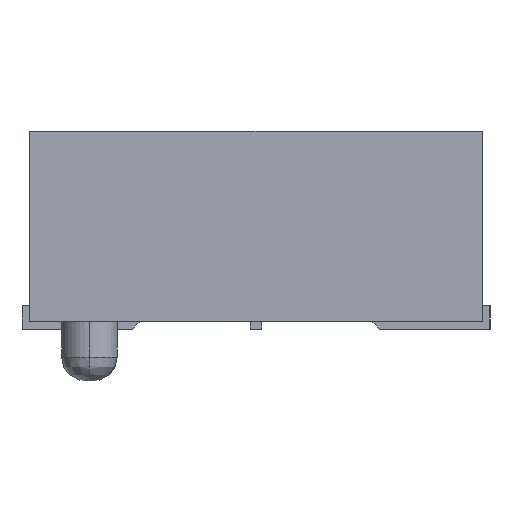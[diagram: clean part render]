
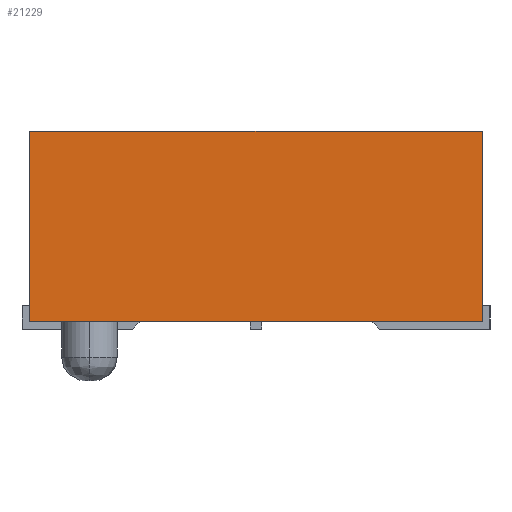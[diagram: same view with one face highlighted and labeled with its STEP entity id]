
A CAD part, left-side view. The second image highlights one B-rep face of the part: STEP entity #21229.
In plain terms, the highlighted planar face has unit normal (-1, 0, 0).
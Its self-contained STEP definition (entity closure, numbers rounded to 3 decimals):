
#20949=CARTESIAN_POINT('',(-40.723,-3.617,0.127));
#20950=VERTEX_POINT('',#20949);
#20957=CARTESIAN_POINT('',(-40.723,3.617,0.127));
#20958=VERTEX_POINT('',#20957);
#20959=CARTESIAN_POINT('',(-40.723,-3.617,0.127));
#20960=DIRECTION('',(0.0,1.0,0.0));
#20961=VECTOR('',#20960,7.234);
#20962=LINE('',#20959,#20961);
#20963=EDGE_CURVE('',#20950,#20958,#20962,.T.);
#21199=CARTESIAN_POINT('',(-40.723,3.617,3.173));
#21200=DIRECTION('',(-1.0,0.0,0.0));
#21201=DIRECTION('',(0.0,0.0,1.0));
#21202=AXIS2_PLACEMENT_3D('',#21199,#21200,#21201);
#21203=PLANE('',#21202);
#21204=CARTESIAN_POINT('',(-40.723,-3.617,3.173));
#21205=VERTEX_POINT('',#21204);
#21206=CARTESIAN_POINT('',(-40.723,-3.617,3.173));
#21207=DIRECTION('',(0.0,0.0,-1.0));
#21208=VECTOR('',#21207,3.046);
#21209=LINE('',#21206,#21208);
#21210=EDGE_CURVE('',#21205,#20950,#21209,.T.);
#21211=ORIENTED_EDGE('',*,*,#21210,.F.);
#21212=CARTESIAN_POINT('',(-40.723,3.617,3.173));
#21213=VERTEX_POINT('',#21212);
#21214=CARTESIAN_POINT('',(-40.723,-3.617,3.173));
#21215=DIRECTION('',(0.0,1.0,0.0));
#21216=VECTOR('',#21215,7.234);
#21217=LINE('',#21214,#21216);
#21218=EDGE_CURVE('',#21205,#21213,#21217,.T.);
#21219=ORIENTED_EDGE('',*,*,#21218,.T.);
#21220=CARTESIAN_POINT('',(-40.723,3.617,3.173));
#21221=DIRECTION('',(0.0,0.0,-1.0));
#21222=VECTOR('',#21221,3.046);
#21223=LINE('',#21220,#21222);
#21224=EDGE_CURVE('',#21213,#20958,#21223,.T.);
#21225=ORIENTED_EDGE('',*,*,#21224,.T.);
#21226=ORIENTED_EDGE('',*,*,#20963,.F.);
#21227=EDGE_LOOP('',(#21211,#21219,#21225,#21226));
#21228=FACE_OUTER_BOUND('',#21227,.T.);
#21229=ADVANCED_FACE('',(#21228),#21203,.T.);
